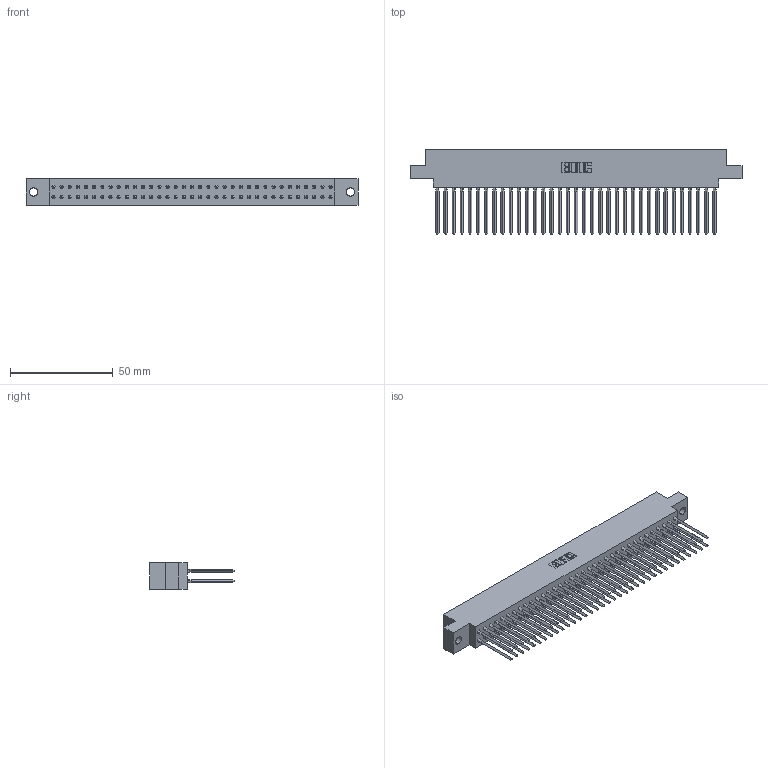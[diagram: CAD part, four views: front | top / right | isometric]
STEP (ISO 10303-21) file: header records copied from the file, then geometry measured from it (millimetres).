
FILE_DESCRIPTION (( 'STEP AP203' ), '1' );
FILE_NAME ('317-070-543-804.STEP', '2020-02-28T07:16:17', ( '' ), ( '' ), 'SwSTEP 2.0', 'SolidWorks 2016', '' );
FILE_SCHEMA (( 'CONFIG_CONTROL_DESIGN' ));
Length unit declared in the file: inch
Products named in the file (3): 317-070-543-804; 317-290-001_543; 317 Part_.156 Dia - TH
Assembly tree (71 placements, depth 2):
  317-070-543-804
    317 Part_.156 Dia - TH
    317-290-001_543  x70
Bounding box: 161.39 x 41.15 x 12.7 mm (x, y, z)
Volume: 27110.4 mm3; surface area: 40679.7 mm2
Topology: 71 solids, 71 shells, 6332 faces, 17565 edges, 11312 vertices
Faces by surface type: plane 5168, cylinder 884, bspline 280
Entity records: 51572 total; most frequent: CARTESIAN_POINT 9411, ORIENTED_EDGE 8910, DIRECTION 7433, EDGE_CURVE 4455, VECTOR 4199, LINE 4199, VERTEX_POINT 2963, AXIS2_PLACEMENT_3D 1617
